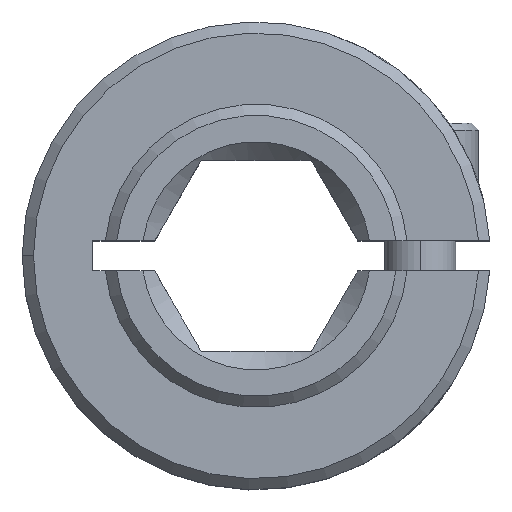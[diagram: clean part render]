
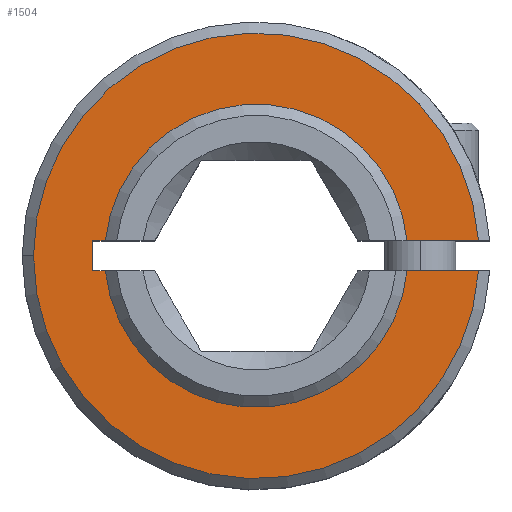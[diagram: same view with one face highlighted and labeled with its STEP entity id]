
A CAD part, top view. The second image highlights one B-rep face of the part: STEP entity #1504.
In plain terms, the highlighted planar face has unit normal (0, 0, 1).
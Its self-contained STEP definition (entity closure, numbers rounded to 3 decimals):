
#92 = VECTOR ( 'NONE', #2367, 1000. ) ;
#100 = VERTEX_POINT ( 'NONE', #1591 ) ;
#110 = LINE ( 'NONE', #1997, #92 ) ;
#121 = VERTEX_POINT ( 'NONE', #1617 ) ;
#125 = CIRCLE ( 'NONE', #1016, 15.113 ) ;
#130 = EDGE_CURVE ( 'NONE', #173, #217, #110, .T. ) ;
#131 = CARTESIAN_POINT ( 'NONE',  ( 0., 0., 11.938 ) ) ;
#146 = DIRECTION ( 'NONE',  ( 1., 0., 0. ) ) ;
#173 = VERTEX_POINT ( 'NONE', #1565 ) ;
#206 = ORIENTED_EDGE ( 'NONE', *, *, #1230, .T. ) ;
#217 = VERTEX_POINT ( 'NONE', #2156 ) ;
#219 = CARTESIAN_POINT ( 'NONE',  ( 0., 0., 11.938 ) ) ;
#247 = EDGE_CURVE ( 'NONE', #2181, #1619, #325, .T. ) ;
#259 = DIRECTION ( 'NONE',  ( -1., 0., 0. ) ) ;
#314 = DIRECTION ( 'NONE',  ( 0., 0., -1. ) ) ;
#325 = CIRCLE ( 'NONE', #1024, 10.287 ) ;
#331 = ORIENTED_EDGE ( 'NONE', *, *, #2228, .T. ) ;
#344 = EDGE_CURVE ( 'NONE', #2181, #217, #1305, .T. ) ;
#453 = DIRECTION ( 'NONE',  ( -1., 0., 0. ) ) ;
#455 = EDGE_CURVE ( 'NONE', #2133, #100, #1859, .T. ) ;
#461 = ORIENTED_EDGE ( 'NONE', *, *, #1930, .T. ) ;
#466 = AXIS2_PLACEMENT_3D ( 'NONE', #1889, #2266, #1513 ) ;
#481 = PLANE ( 'NONE',  #669 ) ;
#498 = LINE ( 'NONE', #2219, #2262 ) ;
#523 = CIRCLE ( 'NONE', #2431, 10.287 ) ;
#610 = CARTESIAN_POINT ( 'NONE',  ( -15.113, 0., 11.938 ) ) ;
#669 = AXIS2_PLACEMENT_3D ( 'NONE', #131, #1629, #2389 ) ;
#772 = ORIENTED_EDGE ( 'NONE', *, *, #130, .T. ) ;
#865 = CARTESIAN_POINT ( 'NONE',  ( 0., 0., 11.938 ) ) ;
#873 = CARTESIAN_POINT ( 'NONE',  ( 0., -1.016, 11.938 ) ) ;
#874 = VECTOR ( 'NONE', #259, 1000. ) ;
#925 = CARTESIAN_POINT ( 'NONE',  ( 10.237, 1.016, 11.938 ) ) ;
#965 = DIRECTION ( 'NONE',  ( 0., 0., -1. ) ) ;
#999 = ORIENTED_EDGE ( 'NONE', *, *, #1885, .T. ) ;
#1016 = AXIS2_PLACEMENT_3D ( 'NONE', #865, #1432, #2204 ) ;
#1024 = AXIS2_PLACEMENT_3D ( 'NONE', #1943, #314, #146 ) ;
#1040 = ORIENTED_EDGE ( 'NONE', *, *, #455, .T. ) ;
#1191 = VERTEX_POINT ( 'NONE', #1227 ) ;
#1196 = EDGE_CURVE ( 'NONE', #1191, #1619, #498, .T. ) ;
#1205 = ORIENTED_EDGE ( 'NONE', *, *, #1196, .F. ) ;
#1227 = CARTESIAN_POINT ( 'NONE',  ( 15.079, 1.016, 11.938 ) ) ;
#1230 = EDGE_CURVE ( 'NONE', #1191, #2133, #125, .T. ) ;
#1305 = LINE ( 'NONE', #1714, #1870 ) ;
#1388 = CARTESIAN_POINT ( 'NONE',  ( 0., -1.016, 11.938 ) ) ;
#1405 = DIRECTION ( 'NONE',  ( -1., 0., 0. ) ) ;
#1432 = DIRECTION ( 'NONE',  ( 0., 0., 1. ) ) ;
#1504 = ADVANCED_FACE ( 'NONE', ( #2404 ), #481, .T. ) ;
#1513 = DIRECTION ( 'NONE',  ( 1., 0., 0. ) ) ;
#1565 = CARTESIAN_POINT ( 'NONE',  ( -11.112, -1.016, 11.938 ) ) ;
#1591 = CARTESIAN_POINT ( 'NONE',  ( 15.079, -1.016, 11.938 ) ) ;
#1598 = ORIENTED_EDGE ( 'NONE', *, *, #344, .F. ) ;
#1617 = CARTESIAN_POINT ( 'NONE',  ( 10.237, -1.016, 11.938 ) ) ;
#1619 = VERTEX_POINT ( 'NONE', #925 ) ;
#1629 = DIRECTION ( 'NONE',  ( 0., 0., 1. ) ) ;
#1714 = CARTESIAN_POINT ( 'NONE',  ( 0., 1.016, 11.938 ) ) ;
#1739 = DIRECTION ( 'NONE',  ( 1., 0., 0. ) ) ;
#1859 = CIRCLE ( 'NONE', #466, 15.113 ) ;
#1870 = VECTOR ( 'NONE', #2128, 1000. ) ;
#1885 = EDGE_CURVE ( 'NONE', #100, #121, #2371, .T. ) ;
#1889 = CARTESIAN_POINT ( 'NONE',  ( 0., 0., 11.938 ) ) ;
#1930 = EDGE_CURVE ( 'NONE', #2132, #173, #2014, .T. ) ;
#1932 = CARTESIAN_POINT ( 'NONE',  ( -10.237, 1.016, 11.938 ) ) ;
#1943 = CARTESIAN_POINT ( 'NONE',  ( 0., 0., 11.938 ) ) ;
#1997 = CARTESIAN_POINT ( 'NONE',  ( -11.112, 0., 11.938 ) ) ;
#2014 = LINE ( 'NONE', #873, #874 ) ;
#2128 = DIRECTION ( 'NONE',  ( -1., 0., 0. ) ) ;
#2132 = VERTEX_POINT ( 'NONE', #2314 ) ;
#2133 = VERTEX_POINT ( 'NONE', #610 ) ;
#2156 = CARTESIAN_POINT ( 'NONE',  ( -11.112, 1.016, 11.938 ) ) ;
#2167 = ORIENTED_EDGE ( 'NONE', *, *, #247, .T. ) ;
#2181 = VERTEX_POINT ( 'NONE', #1932 ) ;
#2204 = DIRECTION ( 'NONE',  ( 1., 0., 0. ) ) ;
#2208 = EDGE_LOOP ( 'NONE', ( #1598, #2167, #1205, #206, #1040, #999, #331, #461, #772 ) ) ;
#2219 = CARTESIAN_POINT ( 'NONE',  ( 0., 1.016, 11.938 ) ) ;
#2228 = EDGE_CURVE ( 'NONE', #121, #2132, #523, .T. ) ;
#2262 = VECTOR ( 'NONE', #1405, 1000. ) ;
#2266 = DIRECTION ( 'NONE',  ( 0., 0., 1. ) ) ;
#2304 = VECTOR ( 'NONE', #453, 1000. ) ;
#2314 = CARTESIAN_POINT ( 'NONE',  ( -10.237, -1.016, 11.938 ) ) ;
#2367 = DIRECTION ( 'NONE',  ( 0., 1., 0. ) ) ;
#2371 = LINE ( 'NONE', #1388, #2304 ) ;
#2389 = DIRECTION ( 'NONE',  ( 1., 0., 0. ) ) ;
#2404 = FACE_OUTER_BOUND ( 'NONE', #2208, .T. ) ;
#2431 = AXIS2_PLACEMENT_3D ( 'NONE', #219, #965, #1739 ) ;
